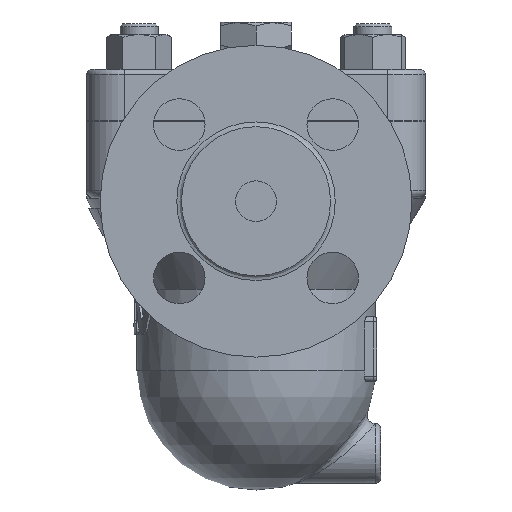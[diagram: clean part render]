
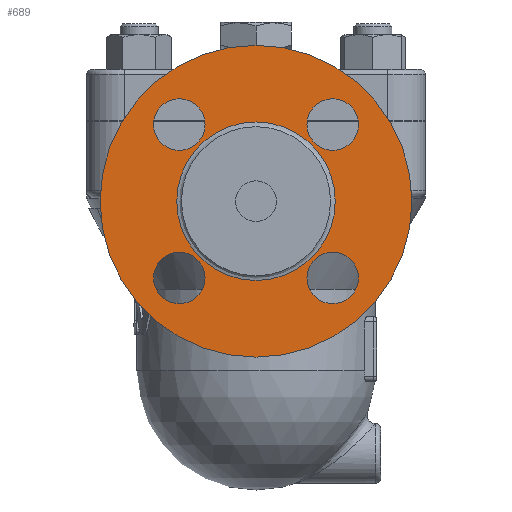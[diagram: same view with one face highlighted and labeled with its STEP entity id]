
A CAD part, left-side view. The second image highlights one B-rep face of the part: STEP entity #689.
In plain terms, the highlighted free-form (B-spline) face has degree [1, 1] with [2, 2] control points.
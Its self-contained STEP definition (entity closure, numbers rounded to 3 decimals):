
#603=CARTESIAN_POINT('',(-119.5,0.,-30.232));
#604=VERTEX_POINT('',#603);
#605=CARTESIAN_POINT('',(-119.5,0.0,-1.));
#606=DIRECTION('',(-1.0,0.0,0.0));
#607=DIRECTION('',(0.0,0.0,1.0));
#608=AXIS2_PLACEMENT_3D('',#605,#606,#607);
#609=CIRCLE('',#608,29.232);
#610=EDGE_CURVE('',#604,#604,#609,.T.);
#626=CARTESIAN_POINT('',(-119.5,57.5,56.5));
#627=CARTESIAN_POINT('',(-119.5,57.5,-58.5));
#628=CARTESIAN_POINT('',(-119.5,-57.5,56.5));
#629=CARTESIAN_POINT('',(-119.5,-57.5,-58.5));
#630=B_SPLINE_SURFACE_WITH_KNOTS('',1,1,((#626,#628),(#627,#629)),.UNSPECIFIED.,.F.,.F.,.U.,(2,2),(2,2),(0.0,115.0),(0.0,115.0),.UNSPECIFIED.);
#631=CARTESIAN_POINT('',(-119.5,0.0,56.5));
#632=VERTEX_POINT('',#631);
#633=CARTESIAN_POINT('',(-119.5,0.0,-1.));
#634=DIRECTION('',(-1.0,0.0,0.0));
#635=DIRECTION('',(0.0,0.0,1.0));
#636=AXIS2_PLACEMENT_3D('',#633,#634,#635);
#637=CIRCLE('',#636,57.5);
#638=EDGE_CURVE('',#632,#632,#637,.T.);
#639=ORIENTED_EDGE('',*,*,#638,.T.);
#640=EDGE_LOOP('',(#639));
#641=FACE_OUTER_BOUND('',#640,.T.);
#642=CARTESIAN_POINT('',(-119.5,-28.284,17.784));
#643=VERTEX_POINT('',#642);
#644=CARTESIAN_POINT('',(-119.5,-28.284,27.284));
#645=DIRECTION('',(1.0,0.0,0.0));
#646=DIRECTION('',(0.0,0.0,-1.0));
#647=AXIS2_PLACEMENT_3D('',#644,#645,#646);
#648=CIRCLE('',#647,9.5);
#649=EDGE_CURVE('',#643,#643,#648,.T.);
#650=ORIENTED_EDGE('',*,*,#649,.T.);
#651=EDGE_LOOP('',(#650));
#652=FACE_BOUND('',#651,.T.);
#653=CARTESIAN_POINT('',(-119.5,18.784,27.284));
#654=VERTEX_POINT('',#653);
#655=CARTESIAN_POINT('',(-119.5,28.284,27.284));
#656=DIRECTION('',(1.0,0.0,0.0));
#657=DIRECTION('',(0.0,-1.0,0.0));
#658=AXIS2_PLACEMENT_3D('',#655,#656,#657);
#659=CIRCLE('',#658,9.5);
#660=EDGE_CURVE('',#654,#654,#659,.T.);
#661=ORIENTED_EDGE('',*,*,#660,.T.);
#662=EDGE_LOOP('',(#661));
#663=FACE_BOUND('',#662,.T.);
#664=CARTESIAN_POINT('',(-119.5,28.284,-19.784));
#665=VERTEX_POINT('',#664);
#666=CARTESIAN_POINT('',(-119.5,28.284,-29.284));
#667=DIRECTION('',(1.0,0.0,0.0));
#668=DIRECTION('',(0.0,0.0,1.0));
#669=AXIS2_PLACEMENT_3D('',#666,#667,#668);
#670=CIRCLE('',#669,9.5);
#671=EDGE_CURVE('',#665,#665,#670,.T.);
#672=ORIENTED_EDGE('',*,*,#671,.T.);
#673=EDGE_LOOP('',(#672));
#674=FACE_BOUND('',#673,.T.);
#675=CARTESIAN_POINT('',(-119.5,-18.784,-29.284));
#676=VERTEX_POINT('',#675);
#677=CARTESIAN_POINT('',(-119.5,-28.284,-29.284));
#678=DIRECTION('',(1.0,0.0,0.0));
#679=DIRECTION('',(0.0,1.0,0.0));
#680=AXIS2_PLACEMENT_3D('',#677,#678,#679);
#681=CIRCLE('',#680,9.5);
#682=EDGE_CURVE('',#676,#676,#681,.T.);
#683=ORIENTED_EDGE('',*,*,#682,.T.);
#684=EDGE_LOOP('',(#683));
#685=FACE_BOUND('',#684,.T.);
#686=ORIENTED_EDGE('',*,*,#610,.F.);
#687=EDGE_LOOP('',(#686));
#688=FACE_BOUND('',#687,.T.);
#689=ADVANCED_FACE('',(#641,#652,#663,#674,#685,#688),#630,.T.);
